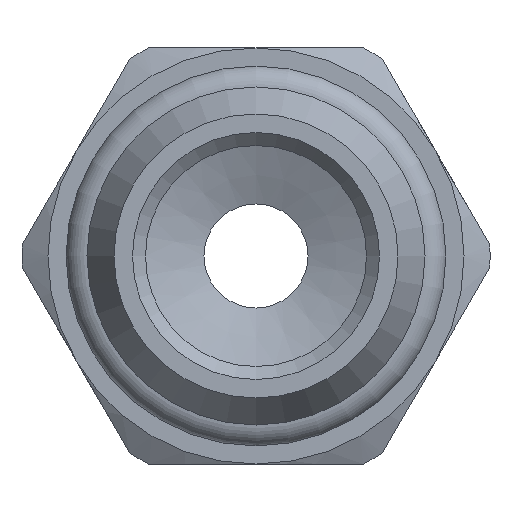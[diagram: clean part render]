
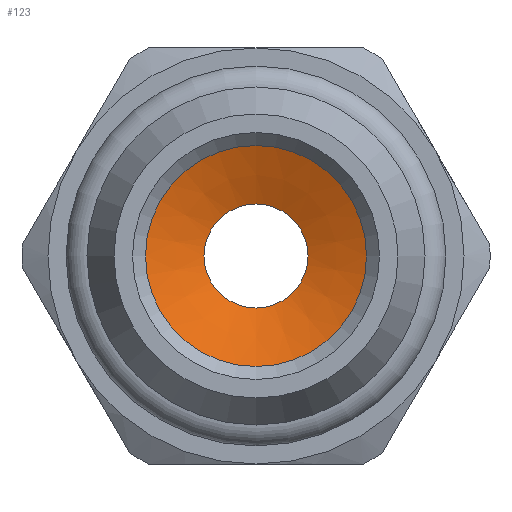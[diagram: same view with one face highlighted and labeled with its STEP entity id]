
A CAD part, front view. The second image highlights one B-rep face of the part: STEP entity #123.
In plain terms, the highlighted conical face has half-angle 68 degrees and reference radius 4.25 mm.
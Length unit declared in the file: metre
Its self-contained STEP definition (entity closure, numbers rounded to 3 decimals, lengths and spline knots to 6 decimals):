
#123 = ADVANCED_FACE( 'NONE', ( #268, #269 ), #270, .F. );
#268 = FACE_OUTER_BOUND( '', #431, .T. );
#269 = FACE_BOUND( '', #432, .T. );
#270 = CONICAL_SURFACE( '', #433, 0.00425, 1.187 );
#431 = EDGE_LOOP( '', ( #698 ) );
#432 = EDGE_LOOP( '', ( #699 ) );
#433 = AXIS2_PLACEMENT_3D( '', #700, #701, #702 );
#698 = ORIENTED_EDGE( '', *, *, #866, .T. );
#699 = ORIENTED_EDGE( '', *, *, #929, .F. );
#700 = CARTESIAN_POINT( '', ( 0., 0.0105, 0. ) );
#701 = DIRECTION( '', ( 0., -1., 0. ) );
#702 = DIRECTION( '', ( 0., 0., -1. ) );
#866 = EDGE_CURVE( 'NONE', #1014, #1014, #1015, .T. );
#929 = EDGE_CURVE( 'NONE', #1104, #1104, #1105, .T. );
#1014 = VERTEX_POINT( '', #1238 );
#1015 = CIRCLE( '', #1239, 0.00425 );
#1104 = VERTEX_POINT( '', #1379 );
#1105 = CIRCLE( '', #1380, 0.002 );
#1238 = CARTESIAN_POINT( '', ( 0., 0.0105, -0.00425 ) );
#1239 = AXIS2_PLACEMENT_3D( '', #1466, #1467, #1468 );
#1379 = CARTESIAN_POINT( '', ( 0., 0.011409, -0.002 ) );
#1380 = AXIS2_PLACEMENT_3D( '', #1545, #1546, #1547 );
#1466 = CARTESIAN_POINT( '', ( 0., 0.0105, 0. ) );
#1467 = DIRECTION( '', ( 0., -1., 0. ) );
#1468 = DIRECTION( '', ( 0., 0., -1. ) );
#1545 = CARTESIAN_POINT( '', ( 0., 0.011409, 0. ) );
#1546 = DIRECTION( '', ( 0., -1., 0. ) );
#1547 = DIRECTION( '', ( 0., 0., -1. ) );
